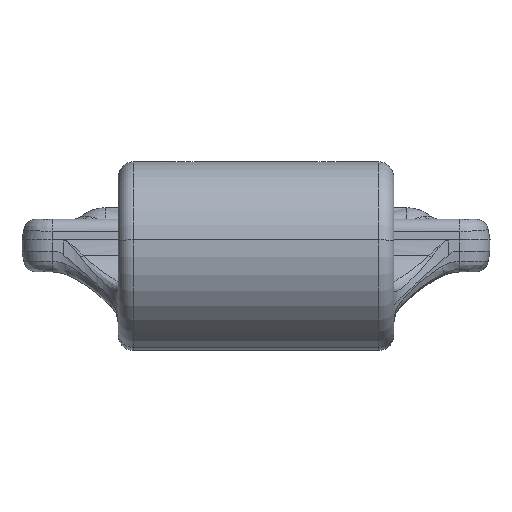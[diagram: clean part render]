
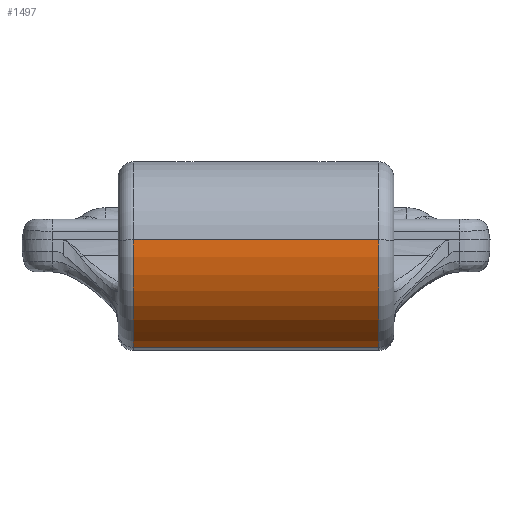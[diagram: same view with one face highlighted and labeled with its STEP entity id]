
A CAD part, left-side view. The second image highlights one B-rep face of the part: STEP entity #1497.
In plain terms, the highlighted cylindrical face has radius 13.7 mm (diameter 27.4 mm), a partial arc.
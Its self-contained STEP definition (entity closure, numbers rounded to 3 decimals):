
#409=CYLINDRICAL_SURFACE('',#12468,13.7);
#689=FACE_OUTER_BOUND('',#2414,.T.);
#1497=ADVANCED_FACE('',(#689),#409,.T.);
#2414=EDGE_LOOP('',(#4666,#4667,#4668,#4669));
#3197=CIRCLE('',#12466,13.7);
#3198=CIRCLE('',#12467,13.7);
#4666=ORIENTED_EDGE('',*,*,#9520,.F.);
#4667=ORIENTED_EDGE('',*,*,#9522,.T.);
#4668=ORIENTED_EDGE('',*,*,#9523,.T.);
#4669=ORIENTED_EDGE('',*,*,#9524,.F.);
#8371=VERTEX_POINT('',#17637);
#8372=VERTEX_POINT('',#17639);
#8373=VERTEX_POINT('',#17643);
#8374=VERTEX_POINT('',#17645);
#9520=EDGE_CURVE('',#8371,#8372,#11256,.T.);
#9522=EDGE_CURVE('',#8371,#8373,#3197,.T.);
#9523=EDGE_CURVE('',#8373,#8374,#11257,.T.);
#9524=EDGE_CURVE('',#8372,#8374,#3198,.T.);
#11256=LINE('',#17638,#11946);
#11257=LINE('',#17644,#11947);
#11946=VECTOR('',#13811,1.);
#11947=VECTOR('',#13818,1.);
#12466=AXIS2_PLACEMENT_3D('',#17642,#13816,#13817);
#12467=AXIS2_PLACEMENT_3D('',#17646,#13819,#13820);
#12468=AXIS2_PLACEMENT_3D('',#17647,#13821,#13822);
#13811=DIRECTION('',(0.,1.,0.));
#13816=DIRECTION('',(0.,1.,0.));
#13817=DIRECTION('',(0.,0.,-1.));
#13818=DIRECTION('',(0.,1.,0.));
#13819=DIRECTION('',(0.,1.,0.));
#13820=DIRECTION('',(0.,0.,-1.));
#13821=DIRECTION('',(0.,1.,0.));
#13822=DIRECTION('',(0.,0.,1.));
#17637=CARTESIAN_POINT('',(-63.782,-16.25,-13.499));
#17638=CARTESIAN_POINT('',(-63.782,-31.,-13.499));
#17639=CARTESIAN_POINT('',(-63.782,16.25,-13.499));
#17642=CARTESIAN_POINT('',(-59.71,-16.25,-0.418));
#17643=CARTESIAN_POINT('',(-73.359,-16.25,0.755));
#17644=CARTESIAN_POINT('',(-73.359,-31.,0.755));
#17645=CARTESIAN_POINT('',(-73.359,16.25,0.755));
#17646=CARTESIAN_POINT('',(-59.71,16.25,-0.418));
#17647=CARTESIAN_POINT('',(-59.71,-31.,-0.418));
